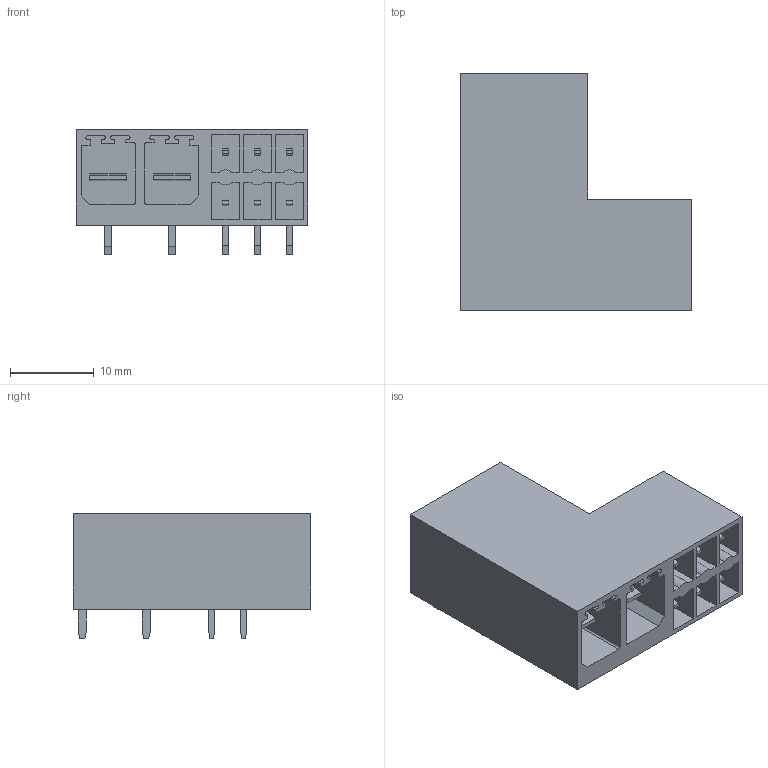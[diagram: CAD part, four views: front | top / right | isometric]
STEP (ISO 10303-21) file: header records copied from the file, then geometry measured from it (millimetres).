
FILE_DESCRIPTION(('CATIA V5 STEP Exchange','CAx-IF Rec.Pracs.--- Model Styling and Organization---1.2---2011-12-15'),'2;1');
FILE_NAME ('D1448401_0', '2018-11-28T05:50:24+00:00', ('none'), ('Weidmueller'), 'CATIA Version 5-6 Release 2014', 'CATIA V5 STEP AP214', 'none');
FILE_SCHEMA(('AUTOMOTIVE_DESIGN { 1 0 10303 214 1 1 1 1 }'));
Length unit declared in the file: millimetre
Products named in the file (1): 1089920000
Bounding box: 27.64 x 28.3 x 14.9 mm (x, y, z)
Volume: 4791.7 mm3; surface area: 5512.6 mm2
Topology: 9 solids, 9 shells, 314 faces, 862 edges, 572 vertices
Faces by surface type: plane 286, cylinder 28
Entity records: 8390 total; most frequent: ORIENTED_EDGE 1724, CARTESIAN_POINT 1412, DIRECTION 1030, EDGE_CURVE 776, VECTOR 728, LINE 728, VERTEX_POINT 508, EDGE_LOOP 340
